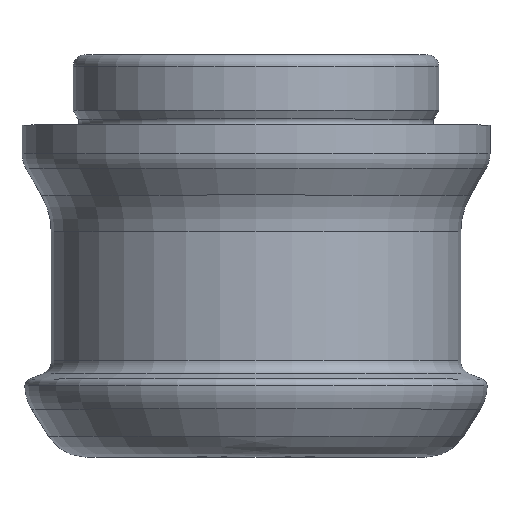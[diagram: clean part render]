
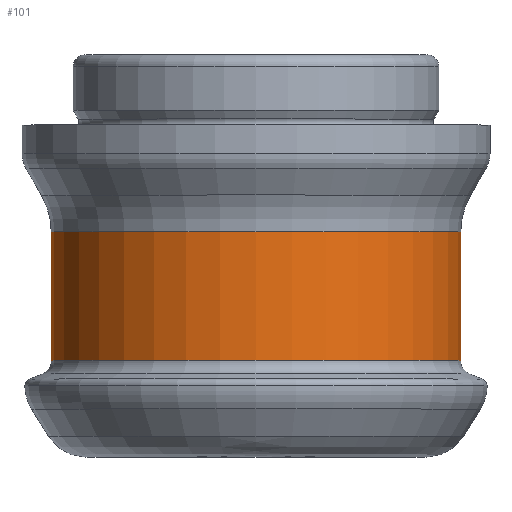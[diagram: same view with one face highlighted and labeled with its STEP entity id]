
A CAD part, top view. The second image highlights one B-rep face of the part: STEP entity #101.
In plain terms, the highlighted cylindrical face has radius 14 mm (diameter 28 mm), a full revolution.
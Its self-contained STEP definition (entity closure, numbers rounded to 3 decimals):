
#47 = EDGE_LOOP ( 'NONE', ( #543 ) ) ;
#78 = DIRECTION ( 'NONE',  ( 0., 0., 1. ) ) ;
#101 = ADVANCED_FACE ( 'NONE', ( #318, #375 ), #770, .T. ) ;
#103 = CIRCLE ( 'NONE', #586, 14. ) ;
#192 = VERTEX_POINT ( 'NONE', #625 ) ;
#209 = CARTESIAN_POINT ( 'NONE',  ( 0., 6.602, 0. ) ) ;
#259 = EDGE_CURVE ( 'NONE', #192, #192, #103, .T. ) ;
#307 = EDGE_CURVE ( 'NONE', #701, #701, #362, .T. ) ;
#310 = CARTESIAN_POINT ( 'NONE',  ( 0., 6.602, 14. ) ) ;
#318 = FACE_OUTER_BOUND ( 'NONE', #47, .T. ) ;
#336 = AXIS2_PLACEMENT_3D ( 'NONE', #820, #437, #369 ) ;
#362 = CIRCLE ( 'NONE', #776, 14. ) ;
#369 = DIRECTION ( 'NONE',  ( 0., 0., 1. ) ) ;
#375 = FACE_OUTER_BOUND ( 'NONE', #455, .T. ) ;
#437 = DIRECTION ( 'NONE',  ( 0., 1., 0. ) ) ;
#455 = EDGE_LOOP ( 'NONE', ( #571 ) ) ;
#456 = DIRECTION ( 'NONE',  ( 0., 1., 0. ) ) ;
#543 = ORIENTED_EDGE ( 'NONE', *, *, #259, .F. ) ;
#571 = ORIENTED_EDGE ( 'NONE', *, *, #307, .T. ) ;
#586 = AXIS2_PLACEMENT_3D ( 'NONE', #716, #648, #78 ) ;
#625 = CARTESIAN_POINT ( 'NONE',  ( 0., 15.396, 14. ) ) ;
#648 = DIRECTION ( 'NONE',  ( 0., 1., 0. ) ) ;
#701 = VERTEX_POINT ( 'NONE', #310 ) ;
#716 = CARTESIAN_POINT ( 'NONE',  ( 0., 15.396, 0. ) ) ;
#770 = CYLINDRICAL_SURFACE ( 'NONE', #336, 14. ) ;
#776 = AXIS2_PLACEMENT_3D ( 'NONE', #209, #456, #791 ) ;
#791 = DIRECTION ( 'NONE',  ( 0., 0., 1. ) ) ;
#820 = CARTESIAN_POINT ( 'NONE',  ( 0., 39.647, 0. ) ) ;
